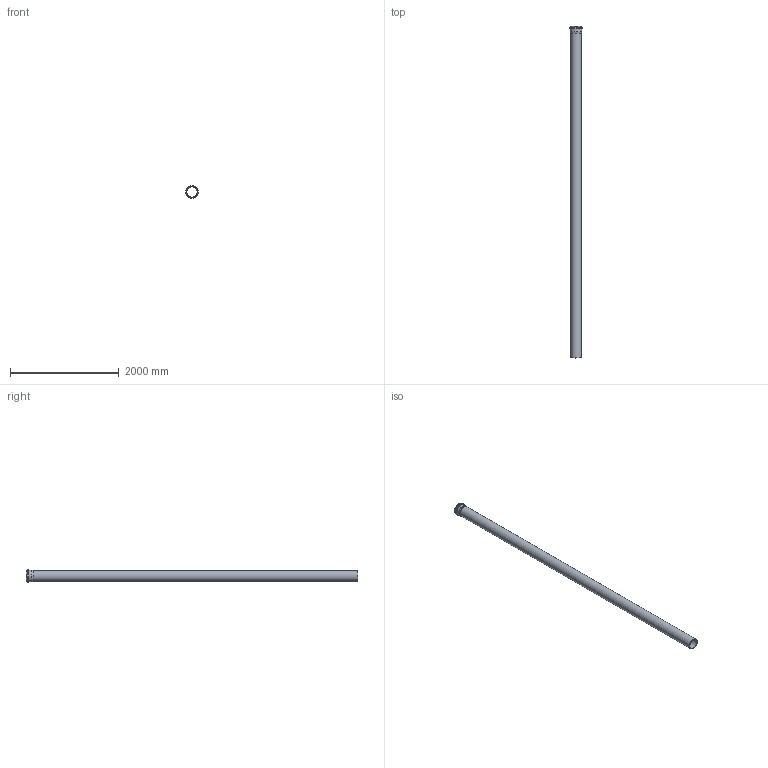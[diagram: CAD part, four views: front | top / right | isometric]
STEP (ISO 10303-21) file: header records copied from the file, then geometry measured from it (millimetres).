
FILE_DESCRIPTION(/* description */ (''),/* implementation_level */ '2;1');
FILE_NAME(/* name */ '731680z.stp',/* time_stamp */ '2024-09-26T09:48:34+02:00',/* author */ ('corinna'),/* organization */ (''),/* preprocessor_version */ 'ST-DEVELOPER v20',/* originating_system */ 'Autodesk Inventor 2024',/* authorisation */ '');
FILE_SCHEMA (('AUTOMOTIVE_DESIGN { 1 0 10303 214 3 1 1 }'));
Length unit declared in the file: millimetre
Products named in the file (1): 731680z
Bounding box: 231.3 x 6107 x 231.3 mm (x, y, z)
Volume: 23063952.1 mm3; surface area: 7475763.9 mm2
Topology: 1 solids, 1 shells, 37 faces, 88 edges, 57 vertices
Faces by surface type: torus 14, cylinder 9, cone 8, plane 6
Full cylindrical faces by diameter (mm): 187.6 x1, 200 x1, 200.8 x1, 201 x2, 210.4 x1, 212 x1, 221.9 x1, 231.3 x1
Entity records: 1160 total; most frequent: DIRECTION 235, CARTESIAN_POINT 183, ORIENTED_EDGE 176, AXIS2_PLACEMENT_3D 109, EDGE_CURVE 88, CIRCLE 71, VERTEX_POINT 57, EDGE_LOOP 43
